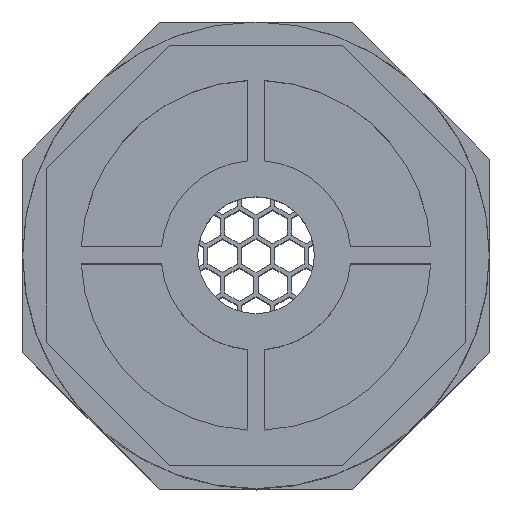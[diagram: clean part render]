
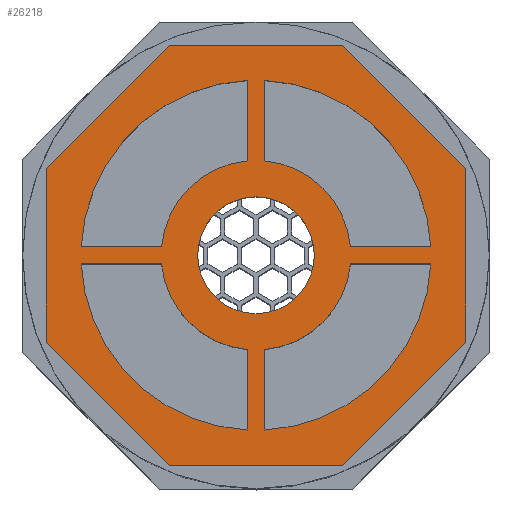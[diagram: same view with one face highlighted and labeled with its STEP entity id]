
A CAD part, top view. The second image highlights one B-rep face of the part: STEP entity #26218.
In plain terms, the highlighted planar face has unit normal (0, 0, 1).
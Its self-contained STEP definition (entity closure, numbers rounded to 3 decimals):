
#111=FACE_BOUND('',#3162,.T.);
#112=FACE_BOUND('',#3163,.T.);
#113=FACE_BOUND('',#3164,.T.);
#114=FACE_BOUND('',#3165,.T.);
#115=FACE_BOUND('',#3166,.T.);
#606=PLANE('',#27722);
#1849=FACE_OUTER_BOUND('',#3161,.T.);
#3161=EDGE_LOOP('',(#18973,#18974,#18975,#18976,#18977,#18978,#18979,#18980));
#3162=EDGE_LOOP('',(#18981,#18982,#18983,#18984));
#3163=EDGE_LOOP('',(#18985,#18986,#18987,#18988));
#3164=EDGE_LOOP('',(#18989,#18990,#18991,#18992));
#3165=EDGE_LOOP('',(#18993,#18994,#18995,#18996));
#3166=EDGE_LOOP('',(#18997));
#4847=LINE('',#36835,#8401);
#4852=LINE('',#36849,#8406);
#4855=LINE('',#36860,#8409);
#4860=LINE('',#36874,#8414);
#4863=LINE('',#36885,#8417);
#4868=LINE('',#36899,#8422);
#4873=LINE('',#36918,#8427);
#4877=LINE('',#36929,#8431);
#4890=LINE('',#36971,#8444);
#4892=LINE('',#36975,#8446);
#4894=LINE('',#36979,#8448);
#4896=LINE('',#36983,#8450);
#4898=LINE('',#36987,#8452);
#4900=LINE('',#36991,#8454);
#4902=LINE('',#36995,#8456);
#4904=LINE('',#36998,#8458);
#8401=VECTOR('',#29561,10.);
#8406=VECTOR('',#29574,10.);
#8409=VECTOR('',#29587,10.);
#8414=VECTOR('',#29600,10.);
#8417=VECTOR('',#29613,10.);
#8422=VECTOR('',#29626,10.);
#8427=VECTOR('',#29647,10.);
#8431=VECTOR('',#29659,10.);
#8444=VECTOR('',#29698,10.);
#8446=VECTOR('',#29702,10.);
#8448=VECTOR('',#29706,10.);
#8450=VECTOR('',#29710,10.);
#8452=VECTOR('',#29714,10.);
#8454=VECTOR('',#29718,10.);
#8456=VECTOR('',#29722,10.);
#8458=VECTOR('',#29726,10.);
#11889=CIRCLE('',#27669,20.638);
#11891=CIRCLE('',#27673,38.1);
#11893=CIRCLE('',#27678,20.638);
#11895=CIRCLE('',#27682,38.1);
#11897=CIRCLE('',#27687,20.638);
#11899=CIRCLE('',#27691,38.1);
#11901=CIRCLE('',#27695,38.1);
#11903=CIRCLE('',#27699,20.638);
#11908=CIRCLE('',#27709,12.7);
#12200=VERTEX_POINT('',#36833);
#12201=VERTEX_POINT('',#36834);
#12204=VERTEX_POINT('',#36842);
#12206=VERTEX_POINT('',#36848);
#12208=VERTEX_POINT('',#36858);
#12209=VERTEX_POINT('',#36859);
#12212=VERTEX_POINT('',#36867);
#12214=VERTEX_POINT('',#36873);
#12216=VERTEX_POINT('',#36883);
#12217=VERTEX_POINT('',#36884);
#12220=VERTEX_POINT('',#36892);
#12222=VERTEX_POINT('',#36898);
#12224=VERTEX_POINT('',#36908);
#12225=VERTEX_POINT('',#36909);
#12228=VERTEX_POINT('',#36917);
#12230=VERTEX_POINT('',#36923);
#12235=VERTEX_POINT('',#36942);
#12246=VERTEX_POINT('',#36968);
#12247=VERTEX_POINT('',#36970);
#12248=VERTEX_POINT('',#36974);
#12249=VERTEX_POINT('',#36978);
#12250=VERTEX_POINT('',#36982);
#12251=VERTEX_POINT('',#36986);
#12252=VERTEX_POINT('',#36990);
#12253=VERTEX_POINT('',#36994);
#14811=EDGE_CURVE('',#12200,#12201,#4847,.T.);
#14815=EDGE_CURVE('',#12204,#12200,#11889,.T.);
#14818=EDGE_CURVE('',#12206,#12204,#4852,.T.);
#14821=EDGE_CURVE('',#12201,#12206,#11891,.T.);
#14823=EDGE_CURVE('',#12208,#12209,#4855,.T.);
#14827=EDGE_CURVE('',#12212,#12208,#11893,.T.);
#14830=EDGE_CURVE('',#12214,#12212,#4860,.T.);
#14833=EDGE_CURVE('',#12209,#12214,#11895,.T.);
#14835=EDGE_CURVE('',#12216,#12217,#4863,.T.);
#14839=EDGE_CURVE('',#12220,#12216,#11897,.T.);
#14842=EDGE_CURVE('',#12222,#12220,#4868,.T.);
#14845=EDGE_CURVE('',#12217,#12222,#11899,.T.);
#14847=EDGE_CURVE('',#12224,#12225,#11901,.T.);
#14851=EDGE_CURVE('',#12228,#12224,#4873,.T.);
#14854=EDGE_CURVE('',#12230,#12228,#11903,.T.);
#14857=EDGE_CURVE('',#12225,#12230,#4877,.T.);
#14864=EDGE_CURVE('',#12235,#12235,#11908,.T.);
#14876=EDGE_CURVE('',#12247,#12246,#4890,.T.);
#14878=EDGE_CURVE('',#12248,#12247,#4892,.T.);
#14880=EDGE_CURVE('',#12249,#12248,#4894,.T.);
#14882=EDGE_CURVE('',#12250,#12249,#4896,.T.);
#14884=EDGE_CURVE('',#12251,#12250,#4898,.T.);
#14886=EDGE_CURVE('',#12252,#12251,#4900,.T.);
#14888=EDGE_CURVE('',#12253,#12252,#4902,.T.);
#14890=EDGE_CURVE('',#12246,#12253,#4904,.T.);
#18973=ORIENTED_EDGE('',*,*,#14890,.T.);
#18974=ORIENTED_EDGE('',*,*,#14888,.T.);
#18975=ORIENTED_EDGE('',*,*,#14886,.T.);
#18976=ORIENTED_EDGE('',*,*,#14884,.T.);
#18977=ORIENTED_EDGE('',*,*,#14882,.T.);
#18978=ORIENTED_EDGE('',*,*,#14880,.T.);
#18979=ORIENTED_EDGE('',*,*,#14878,.T.);
#18980=ORIENTED_EDGE('',*,*,#14876,.T.);
#18981=ORIENTED_EDGE('',*,*,#14811,.T.);
#18982=ORIENTED_EDGE('',*,*,#14821,.T.);
#18983=ORIENTED_EDGE('',*,*,#14818,.T.);
#18984=ORIENTED_EDGE('',*,*,#14815,.T.);
#18985=ORIENTED_EDGE('',*,*,#14823,.T.);
#18986=ORIENTED_EDGE('',*,*,#14833,.T.);
#18987=ORIENTED_EDGE('',*,*,#14830,.T.);
#18988=ORIENTED_EDGE('',*,*,#14827,.T.);
#18989=ORIENTED_EDGE('',*,*,#14835,.T.);
#18990=ORIENTED_EDGE('',*,*,#14845,.T.);
#18991=ORIENTED_EDGE('',*,*,#14842,.T.);
#18992=ORIENTED_EDGE('',*,*,#14839,.T.);
#18993=ORIENTED_EDGE('',*,*,#14847,.T.);
#18994=ORIENTED_EDGE('',*,*,#14857,.T.);
#18995=ORIENTED_EDGE('',*,*,#14854,.T.);
#18996=ORIENTED_EDGE('',*,*,#14851,.T.);
#18997=ORIENTED_EDGE('',*,*,#14864,.T.);
#26218=ADVANCED_FACE('',(#1849,#111,#112,#113,#114,#115),#606,.T.);
#27669=AXIS2_PLACEMENT_3D('',#36843,#29567,#29568);
#27673=AXIS2_PLACEMENT_3D('',#36854,#29579,#29580);
#27678=AXIS2_PLACEMENT_3D('',#36868,#29593,#29594);
#27682=AXIS2_PLACEMENT_3D('',#36879,#29605,#29606);
#27687=AXIS2_PLACEMENT_3D('',#36893,#29619,#29620);
#27691=AXIS2_PLACEMENT_3D('',#36904,#29631,#29632);
#27695=AXIS2_PLACEMENT_3D('',#36910,#29639,#29640);
#27699=AXIS2_PLACEMENT_3D('',#36924,#29652,#29653);
#27709=AXIS2_PLACEMENT_3D('',#36944,#29677,#29678);
#27722=AXIS2_PLACEMENT_3D('',#36999,#29727,#29728);
#29561=DIRECTION('',(1.,0.,0.));
#29567=DIRECTION('center_axis',(0.,0.,1.));
#29568=DIRECTION('ref_axis',(-1.,0.,0.));
#29574=DIRECTION('',(0.,1.,0.));
#29579=DIRECTION('center_axis',(0.,0.,-1.));
#29580=DIRECTION('ref_axis',(-1.,0.,0.));
#29587=DIRECTION('',(0.,-1.,0.));
#29593=DIRECTION('center_axis',(0.,0.,1.));
#29594=DIRECTION('ref_axis',(-1.,0.,0.));
#29600=DIRECTION('',(1.,0.,0.));
#29605=DIRECTION('center_axis',(0.,0.,-1.));
#29606=DIRECTION('ref_axis',(-1.,0.,0.));
#29613=DIRECTION('',(0.,1.,0.));
#29619=DIRECTION('center_axis',(0.,0.,1.));
#29620=DIRECTION('ref_axis',(-1.,0.,0.));
#29626=DIRECTION('',(-1.,0.,0.));
#29631=DIRECTION('center_axis',(0.,0.,-1.));
#29632=DIRECTION('ref_axis',(-1.,0.,0.));
#29639=DIRECTION('center_axis',(0.,0.,-1.));
#29640=DIRECTION('ref_axis',(-1.,0.,0.));
#29647=DIRECTION('',(-1.,0.,0.));
#29652=DIRECTION('center_axis',(0.,0.,1.));
#29653=DIRECTION('ref_axis',(-1.,0.,0.));
#29659=DIRECTION('',(0.,-1.,0.));
#29677=DIRECTION('center_axis',(0.,0.,-1.));
#29678=DIRECTION('ref_axis',(1.,0.,0.));
#29698=DIRECTION('',(0.707,0.707,0.));
#29702=DIRECTION('',(1.,0.,0.));
#29706=DIRECTION('',(0.707,-0.707,0.));
#29710=DIRECTION('',(0.,-1.,0.));
#29714=DIRECTION('',(-0.707,-0.707,0.));
#29718=DIRECTION('',(-1.,0.,0.));
#29722=DIRECTION('',(-0.707,0.707,0.));
#29726=DIRECTION('',(0.,1.,0.));
#29727=DIRECTION('center_axis',(0.,0.,1.));
#29728=DIRECTION('ref_axis',(1.,0.,0.));
#36833=CARTESIAN_POINT('',(20.549,-1.905,65.214));
#36834=CARTESIAN_POINT('',(38.052,-1.905,65.214));
#36835=CARTESIAN_POINT('',(10.275,-1.905,65.214));
#36842=CARTESIAN_POINT('',(1.905,-20.549,65.214));
#36843=CARTESIAN_POINT('Origin',(0.,0.,65.214));
#36848=CARTESIAN_POINT('',(1.905,-38.052,65.214));
#36849=CARTESIAN_POINT('',(1.905,-19.026,65.214));
#36854=CARTESIAN_POINT('Origin',(0.,0.,65.214));
#36858=CARTESIAN_POINT('',(-1.905,-20.549,65.214));
#36859=CARTESIAN_POINT('',(-1.905,-38.052,65.214));
#36860=CARTESIAN_POINT('',(-1.905,-10.275,65.214));
#36867=CARTESIAN_POINT('',(-20.549,-1.905,65.214));
#36868=CARTESIAN_POINT('Origin',(0.,0.,65.214));
#36873=CARTESIAN_POINT('',(-38.052,-1.905,65.214));
#36874=CARTESIAN_POINT('',(-19.026,-1.905,65.214));
#36879=CARTESIAN_POINT('Origin',(0.,0.,65.214));
#36883=CARTESIAN_POINT('',(1.905,20.549,65.214));
#36884=CARTESIAN_POINT('',(1.905,38.052,65.214));
#36885=CARTESIAN_POINT('',(1.905,10.275,65.214));
#36892=CARTESIAN_POINT('',(20.549,1.905,65.214));
#36893=CARTESIAN_POINT('Origin',(0.,0.,65.214));
#36898=CARTESIAN_POINT('',(38.052,1.905,65.214));
#36899=CARTESIAN_POINT('',(19.026,1.905,65.214));
#36904=CARTESIAN_POINT('Origin',(0.,0.,65.214));
#36908=CARTESIAN_POINT('',(-38.052,1.905,65.214));
#36909=CARTESIAN_POINT('',(-1.905,38.052,65.214));
#36910=CARTESIAN_POINT('Origin',(0.,0.,65.214));
#36917=CARTESIAN_POINT('',(-20.549,1.905,65.214));
#36918=CARTESIAN_POINT('',(-10.275,1.905,65.214));
#36923=CARTESIAN_POINT('',(-1.905,20.549,65.214));
#36924=CARTESIAN_POINT('Origin',(0.,0.,65.214));
#36929=CARTESIAN_POINT('',(-1.905,19.026,65.214));
#36942=CARTESIAN_POINT('',(-12.7,0.,65.214));
#36944=CARTESIAN_POINT('Origin',(0.,0.,65.214));
#36968=CARTESIAN_POINT('',(45.72,-18.938,65.214));
#36970=CARTESIAN_POINT('',(18.938,-45.72,65.214));
#36971=CARTESIAN_POINT('',(18.938,-45.72,65.214));
#36974=CARTESIAN_POINT('',(-18.938,-45.72,65.214));
#36975=CARTESIAN_POINT('',(-18.938,-45.72,65.214));
#36978=CARTESIAN_POINT('',(-45.72,-18.938,65.214));
#36979=CARTESIAN_POINT('',(-45.72,-18.938,65.214));
#36982=CARTESIAN_POINT('',(-45.72,18.938,65.214));
#36983=CARTESIAN_POINT('',(-45.72,18.938,65.214));
#36986=CARTESIAN_POINT('',(-18.938,45.72,65.214));
#36987=CARTESIAN_POINT('',(-18.938,45.72,65.214));
#36990=CARTESIAN_POINT('',(18.938,45.72,65.214));
#36991=CARTESIAN_POINT('',(18.938,45.72,65.214));
#36994=CARTESIAN_POINT('',(45.72,18.938,65.214));
#36995=CARTESIAN_POINT('',(45.72,18.938,65.214));
#36998=CARTESIAN_POINT('',(45.72,-18.938,65.214));
#36999=CARTESIAN_POINT('Origin',(0.,0.,65.214));
